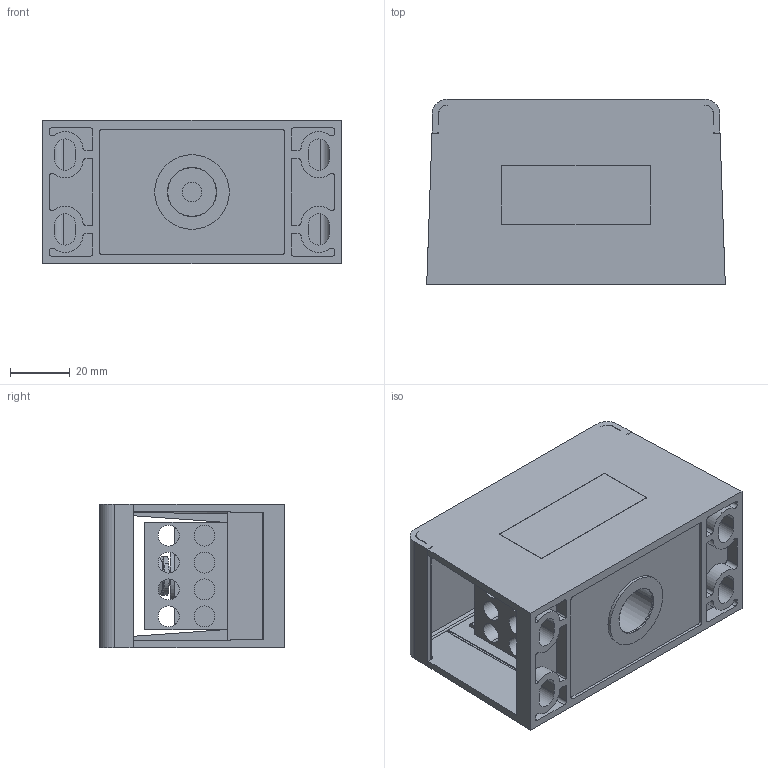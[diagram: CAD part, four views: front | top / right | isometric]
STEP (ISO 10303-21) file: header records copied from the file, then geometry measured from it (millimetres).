
FILE_DESCRIPTION((''),'2;1');
FILE_NAME('UJFX1-2_70_8_16','2020-03-31T',('Administrator'),(''),'PRO/ENGINEER BY PARAMETRIC TECHNOLOGY CORPORATION, 2008380','PRO/ENGINEER BY PARAMETRIC TECHNOLOGY CORPORATION, 2008380','');
FILE_SCHEMA(('CONFIG_CONTROL_DESIGN'));
Length unit declared in the file: millimetre
Products named in the file (1): UJFX1-2_70_8_16
Bounding box: 100 x 62 x 48 mm (x, y, z)
Volume: 106674.8 mm3; surface area: 68303.8 mm2
Topology: 1 solids, 1 shells, 509 faces, 1443 edges, 941 vertices
Faces by surface type: plane 246, cylinder 203, bspline 45, torus 8, cone 7
Entity records: 20319 total; most frequent: CARTESIAN_POINT 7196, ORIENTED_EDGE 2882, DIRECTION 2558, EDGE_CURVE 1441, VERTEX_POINT 941, AXIS2_PLACEMENT_3D 858, VECTOR 842, LINE 842
